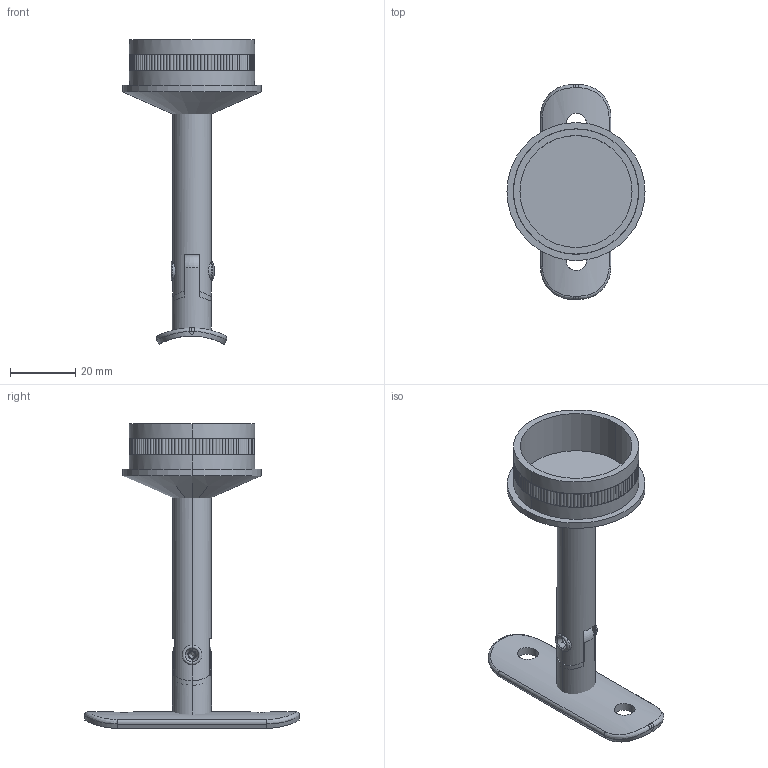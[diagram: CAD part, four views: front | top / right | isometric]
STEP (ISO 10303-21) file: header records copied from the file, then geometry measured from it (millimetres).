
FILE_DESCRIPTION (( 'STEP AP203' ), '1' );
FILE_NAME ('GC2202_42.4x2_188702134.STEP', '2024-10-14T10:47:44', ( '' ), ( '' ), 'SwSTEP 2.0', 'SolidWorks 2024', '' );
FILE_SCHEMA (( 'CONFIG_CONTROL_DESIGN' ));
Length unit declared in the file: millimetre
Products named in the file (1): GC2202_42.4x2_188702134
Bounding box: 42.4 x 66 x 93.51 mm (x, y, z)
Volume: 21258.6 mm3; surface area: 13781.5 mm2
Topology: 5 solids, 5 shells, 977 faces, 2431 edges, 1463 vertices
Faces by surface type: cylinder 484, plane 471, torus 14, bspline 4, sphere 2, cone 2
Entity records: 30839 total; most frequent: DIRECTION 6180, CARTESIAN_POINT 6124, ORIENTED_EDGE 4854, AXIS2_PLACEMENT_3D 2829, EDGE_CURVE 2427, CIRCLE 1855, VERTEX_POINT 1463, EDGE_LOOP 990
